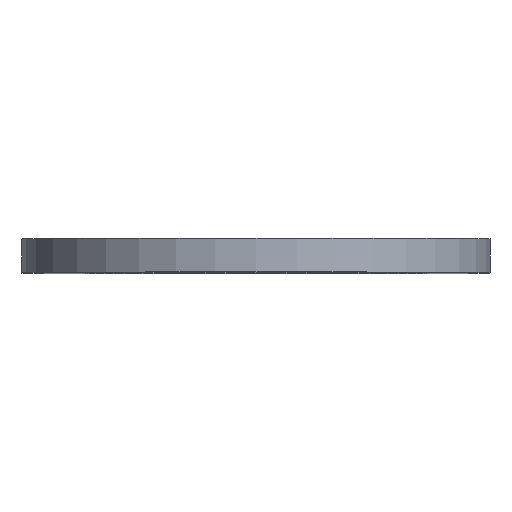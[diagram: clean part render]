
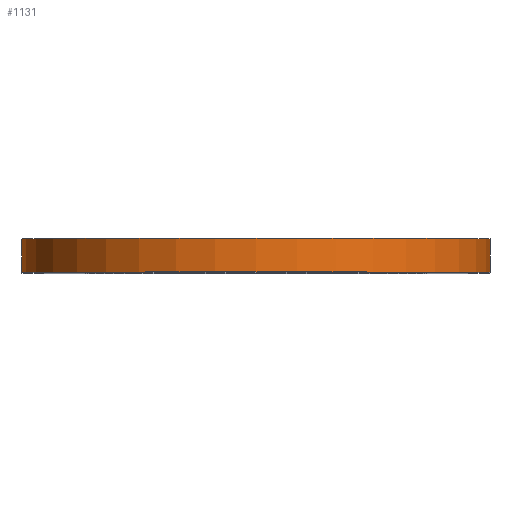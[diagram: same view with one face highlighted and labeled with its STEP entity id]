
A CAD part, top view. The second image highlights one B-rep face of the part: STEP entity #1131.
In plain terms, the highlighted cylindrical face has radius 15.875 mm (diameter 31.75 mm), a partial arc.
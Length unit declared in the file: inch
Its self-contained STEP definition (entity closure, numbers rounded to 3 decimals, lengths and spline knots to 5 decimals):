
#23 = AXIS2_PLACEMENT_3D ( 'NONE', #57, #855, #177 ) ;
#29 = AXIS2_PLACEMENT_3D ( 'NONE', #413, #399, #396 ) ;
#53 = CARTESIAN_POINT ( 'NONE',  ( 0.625, 0.09, 0.75 ) ) ;
#57 = CARTESIAN_POINT ( 'NONE',  ( 0., 0.09, 0.75 ) ) ;
#128 = CARTESIAN_POINT ( 'NONE',  ( 0.625, 0.09, 0.75 ) ) ;
#131 = VERTEX_POINT ( 'NONE', #690 ) ;
#146 = LINE ( 'NONE', #128, #1067 ) ;
#160 = DIRECTION ( 'NONE',  ( 0., -1., 0. ) ) ;
#177 = DIRECTION ( 'NONE',  ( 0., 0., 1. ) ) ;
#202 = CARTESIAN_POINT ( 'NONE',  ( -0.625, 0.09, 0.75 ) ) ;
#351 = EDGE_CURVE ( 'NONE', #1408, #131, #1401, .T. ) ;
#361 = CIRCLE ( 'NONE', #23, 0.625 ) ;
#396 = DIRECTION ( 'NONE',  ( 0., 0., 1. ) ) ;
#399 = DIRECTION ( 'NONE',  ( 0., 1., 0. ) ) ;
#404 = VERTEX_POINT ( 'NONE', #53 ) ;
#413 = CARTESIAN_POINT ( 'NONE',  ( 0., 0., 0.75 ) ) ;
#510 = EDGE_CURVE ( 'NONE', #1073, #1408, #1190, .T. ) ;
#582 = CARTESIAN_POINT ( 'NONE',  ( -0.625, 0.09, 0.75 ) ) ;
#623 = CARTESIAN_POINT ( 'NONE',  ( -0.625, 0., 0.75 ) ) ;
#690 = CARTESIAN_POINT ( 'NONE',  ( 0.625, 0., 0.75 ) ) ;
#756 = EDGE_CURVE ( 'NONE', #404, #131, #146, .T. ) ;
#823 = VECTOR ( 'NONE', #915, 39.37008 ) ;
#855 = DIRECTION ( 'NONE',  ( 0., 1., 0. ) ) ;
#867 = AXIS2_PLACEMENT_3D ( 'NONE', #1276, #1263, #1343 ) ;
#915 = DIRECTION ( 'NONE',  ( 0., -1., 0. ) ) ;
#942 = ORIENTED_EDGE ( 'NONE', *, *, #510, .T. ) ;
#1006 = FACE_OUTER_BOUND ( 'NONE', #1377, .T. ) ;
#1067 = VECTOR ( 'NONE', #160, 39.37008 ) ;
#1073 = VERTEX_POINT ( 'NONE', #202 ) ;
#1131 = ADVANCED_FACE ( 'NONE', ( #1006 ), #1318, .T. ) ;
#1190 = LINE ( 'NONE', #582, #823 ) ;
#1263 = DIRECTION ( 'NONE',  ( 0., -1., 0. ) ) ;
#1276 = CARTESIAN_POINT ( 'NONE',  ( 0., 0.09, 0.75 ) ) ;
#1318 = CYLINDRICAL_SURFACE ( 'NONE', #867, 0.625 ) ;
#1343 = DIRECTION ( 'NONE',  ( 0., 0., -1. ) ) ;
#1377 = EDGE_LOOP ( 'NONE', ( #1501, #1397, #1383, #942 ) ) ;
#1383 = ORIENTED_EDGE ( 'NONE', *, *, #1473, .F. ) ;
#1397 = ORIENTED_EDGE ( 'NONE', *, *, #756, .F. ) ;
#1401 = CIRCLE ( 'NONE', #29, 0.625 ) ;
#1408 = VERTEX_POINT ( 'NONE', #623 ) ;
#1473 = EDGE_CURVE ( 'NONE', #1073, #404, #361, .T. ) ;
#1501 = ORIENTED_EDGE ( 'NONE', *, *, #351, .T. ) ;
